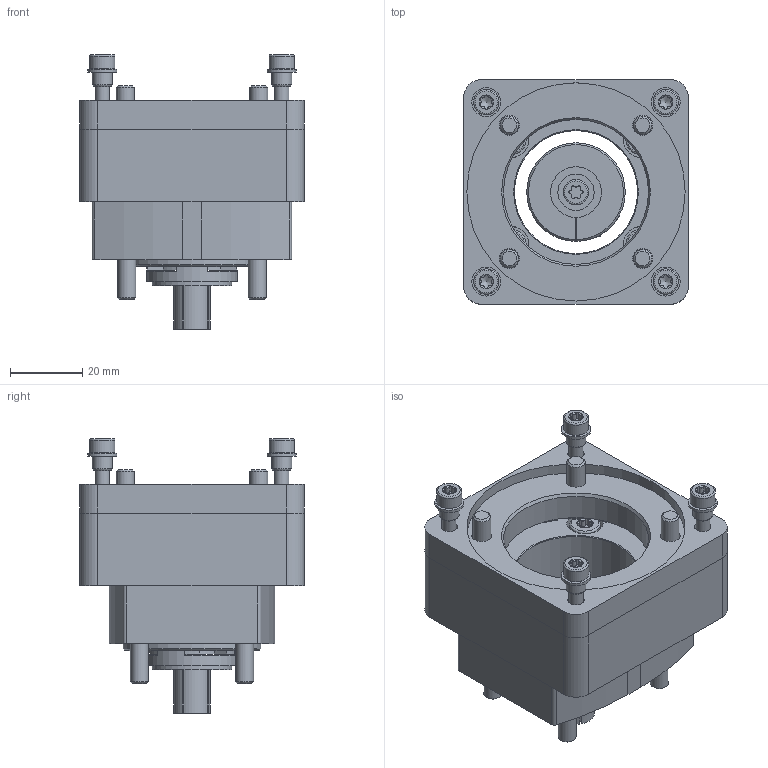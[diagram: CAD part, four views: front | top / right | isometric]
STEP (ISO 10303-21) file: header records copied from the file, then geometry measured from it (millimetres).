
FILE_DESCRIPTION(/* description */ ('STEP AP214'),/* implementation_level */ '2;1');
FILE_NAME(/* name */ '8197452_EAMM-A-L38-60H-G2',/* time_stamp */ '2025-04-30T09:39:50+02:00',/* author */ ('License CC BY-ND 4.0'),/* organization */ ('CADENAS'),/* preprocessor_version */ 'ST-DEVELOPER v19.3',/* originating_system */ 'PARTsolutions',/* authorisation */ ' ');
FILE_SCHEMA (('AUTOMOTIVE_DESIGN {1 0 10303 214 3 1 1}'));
Length unit declared in the file: millimetre
Products named in the file (8): 8197452 EAMM-A-L38-60H-G2; 8189029 EAMK-A-L38-60P; ISO 14579 M5x35(F); 8098119 M4; ISO 14579 M4x18(F); 8193671 EAMF-U-60P-60G/H; ISO 14579 M5x12(F); 1453861 EAMD-28-22-14-10x12
Assembly tree (19 placements, depth 2):
  8197452 EAMM-A-L38-60H-G2
    8189029 EAMK-A-L38-60P
    ISO 14579 M5x35(F)  x4
    8098119 M4  x4
    ISO 14579 M4x18(F)  x4
    8193671 EAMF-U-60P-60G/H
    ISO 14579 M5x12(F)  x4
    1453861 EAMD-28-22-14-10x12
Bounding box: 62 x 62 x 75.65 mm (x, y, z)
Volume: 102209.2 mm3; surface area: 44880.4 mm2
Topology: 19 solids, 20 shells, 647 faces, 1589 edges, 1005 vertices
Faces by surface type: cylinder 312, cone 162, plane 135, torus 38
Full cylindrical faces by diameter (mm): 2.459 x1, 3 x1, 3.242 x4, 4 x4, 4.5 x8, 5 x8, 5.5 x13, 6 x1, 7 x5, 8 x4, 8.5 x8, 10 x5, 22 x1, 25 x1, 34 x1, 38 x1, 40 x1, 60.2 x1
Entity records: 11807 total; most frequent: CARTESIAN_POINT 2268, DIRECTION 1790, ORIENTED_EDGE 1622, EDGE_CURVE 811, AXIS2_PLACEMENT_3D 741, VERTEX_POINT 575, FACE_BOUND 496, EDGE_LOOP 489
